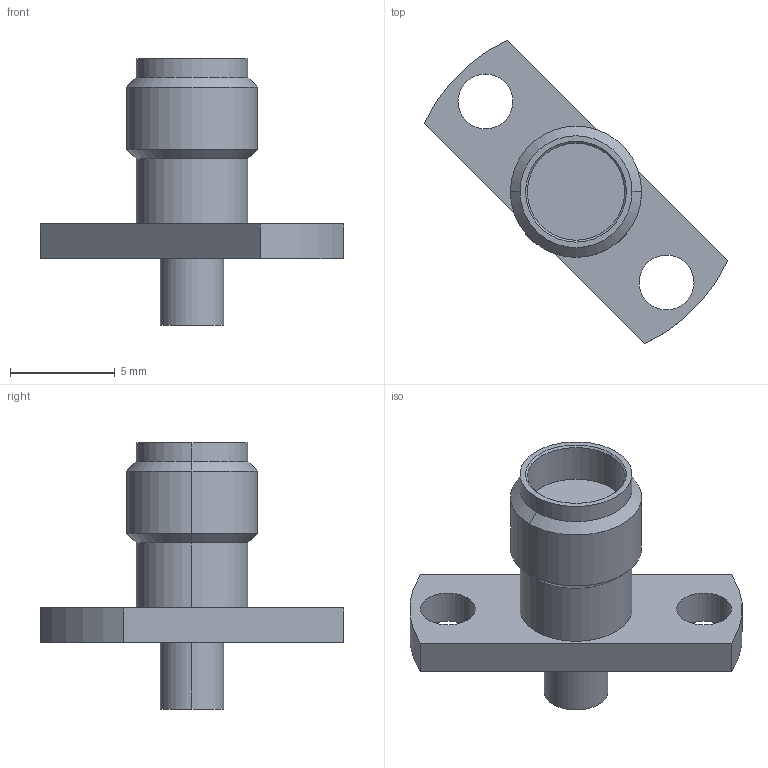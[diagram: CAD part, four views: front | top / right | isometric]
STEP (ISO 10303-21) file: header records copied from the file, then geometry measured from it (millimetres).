
FILE_DESCRIPTION (( 'STEP AP214' ), '1' );
FILE_NAME ('2933-6001.STEP', '2015-07-13T21:24:16', ( 'image' ), ( '' ), 'SwSTEP 2.0', 'SolidWorks 2014', '' );
FILE_SCHEMA (( 'AUTOMOTIVE_DESIGN' ));
Length unit declared in the file: inch
Products named in the file (1): 2933-6001
Bounding box: 14.48 x 14.48 x 12.7 mm (x, y, z)
Volume: 305.8 mm3; surface area: 483 mm2
Topology: 1 solids, 1 shells, 34 faces, 72 edges, 44 vertices
Faces by surface type: cylinder 18, cone 8, plane 8
Entity records: 1397 total; most frequent: DIRECTION 182, CARTESIAN_POINT 151, ORIENTED_EDGE 144, AXIS2_PLACEMENT_3D 75, EDGE_CURVE 72, VERTEX_POINT 44, EDGE_LOOP 42, CIRCLE 40
